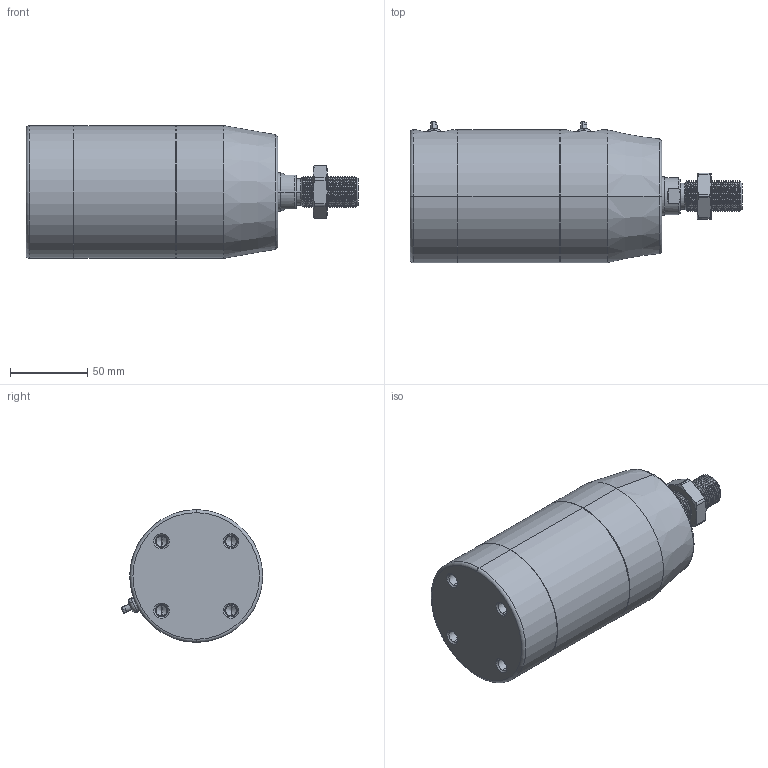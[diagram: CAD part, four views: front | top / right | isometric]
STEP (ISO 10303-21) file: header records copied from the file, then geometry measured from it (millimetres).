
FILE_DESCRIPTION (( 'STEP AP214' ), '1' );
FILE_NAME ('U080 0000 1120.STEP', '2021-05-05T10:41:05', ( '' ), ( '' ), 'SwSTEP 2.0', 'SolidWorks 2019', '' );
FILE_SCHEMA (( 'AUTOMOTIVE_DESIGN' ));
Length unit declared in the file: millimetre
Products named in the file (19): Stempelstangsmøtrik_U1909030; Oring_ORING 75,92 X 1,78; Oring_ORING 03,80 X 1,25; Stempeltætning_E48068N3578; 9040-01; Bremseskrue 63-125; 1080-11; U080 0000 1120; Bremsepakning_PP3040N3589; Leje_PAP2520P11; Magnet_9380; Afstryger (32-125)_407288; Bolt-DIN912_M14x45; 9080-36JB2; 9080-35-R_9080-35-66; 9025-34_9025-34-0; 1080-20; 9041-01
Assembly tree (25 placements, depth 3):
  U080 0000 1120
    1080-11
    1080-20
    9080-35-R_9080-35-66
    9025-34_9025-34-0
    Bremseskrue 63-125
      9040-01
      9041-01
      Oring_ORING 03,80 X 1,25
    Bremseskrue 63-125
      9040-01
      9041-01
      Oring_ORING 03,80 X 1,25
    Afstryger (32-125)_407288
    9080-36JB2  x2
    Leje_PAP2520P11
    Bremsepakning_PP3040N3589  x2
    Stempeltætning_E48068N3578  x2
    Oring_ORING 75,92 X 1,78  x2
    Magnet_9380
    Bolt-DIN912_M14x45
    Stempelstangsmøtrik_U1909030
Bounding box: 215 x 91.52 x 86 mm (x, y, z)
Volume: 871128 mm3; surface area: 215163.8 mm2
Topology: 23 solids, 23 shells, 747 faces, 1716 edges, 1060 vertices
Faces by surface type: cylinder 330, plane 179, cone 157, torus 72, bspline 9
Entity records: 28424 total; most frequent: CARTESIAN_POINT 14457, DIRECTION 2820, ORIENTED_EDGE 2752, EDGE_CURVE 1376, AXIS2_PLACEMENT_3D 1169, VERTEX_POINT 859, EDGE_LOOP 681, FACE_OUTER_BOUND 597
